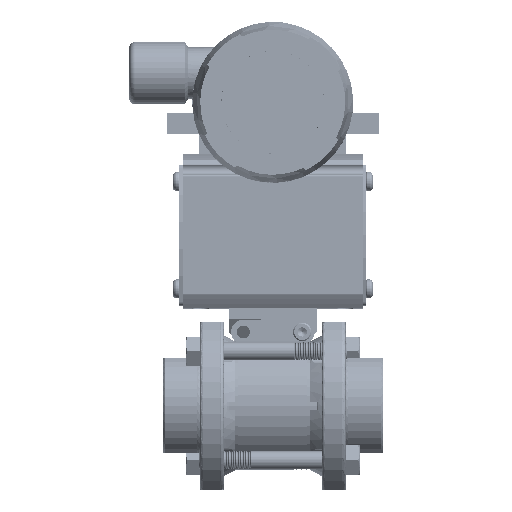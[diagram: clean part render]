
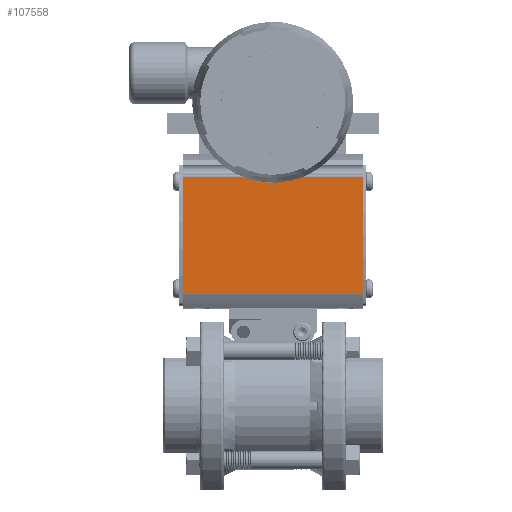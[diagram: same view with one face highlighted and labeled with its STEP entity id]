
A CAD part, top view. The second image highlights one B-rep face of the part: STEP entity #107558.
In plain terms, the highlighted planar face has unit normal (0, 0, 1).
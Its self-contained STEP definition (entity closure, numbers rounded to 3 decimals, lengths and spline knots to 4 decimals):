
#3447 = EDGE_CURVE ( 'NONE', #138726, #49929, #17468, .T. ) ;
#10649 = ORIENTED_EDGE ( 'NONE', *, *, #22650, .T. ) ;
#17468 = LINE ( 'NONE', #150523, #114316 ) ;
#22650 = EDGE_CURVE ( 'NONE', #138726, #71741, #108005, .T. ) ;
#22679 = DIRECTION ( 'NONE',  ( 0., -1., 0. ) ) ;
#26080 = AXIS2_PLACEMENT_3D ( 'NONE', #123192, #98303, #22679 ) ;
#31029 = ORIENTED_EDGE ( 'NONE', *, *, #102422, .F. ) ;
#33293 = ORIENTED_EDGE ( 'NONE', *, *, #3447, .F. ) ;
#34165 = ORIENTED_EDGE ( 'NONE', *, *, #74688, .T. ) ;
#38776 = VECTOR ( 'NONE', #80356, 39.3701 ) ;
#44717 = VECTOR ( 'NONE', #120804, 39.3701 ) ;
#49929 = VERTEX_POINT ( 'NONE', #146634 ) ;
#50476 = CARTESIAN_POINT ( 'NONE',  ( 1.5441, 3.8004, 3.281 ) ) ;
#54930 = CARTESIAN_POINT ( 'NONE',  ( -5.0238, 3.7931, 3.281 ) ) ;
#55927 = VECTOR ( 'NONE', #114020, 39.3701 ) ;
#71741 = VERTEX_POINT ( 'NONE', #108334 ) ;
#72419 = LINE ( 'NONE', #54930, #38776 ) ;
#74688 = EDGE_CURVE ( 'NONE', #161255, #49929, #72419, .T. ) ;
#74919 = DIRECTION ( 'NONE',  ( 0., 1., 0. ) ) ;
#80356 = DIRECTION ( 'NONE',  ( -1., 0., 0. ) ) ;
#83399 = EDGE_LOOP ( 'NONE', ( #31029, #34165, #33293, #10649 ) ) ;
#87244 = FACE_OUTER_BOUND ( 'NONE', #83399, .T. ) ;
#98303 = DIRECTION ( 'NONE',  ( 0., 0., -1. ) ) ;
#102422 = EDGE_CURVE ( 'NONE', #161255, #71741, #156716, .T. ) ;
#107558 = ADVANCED_FACE ( 'NONE', ( #87244 ), #148515, .F. ) ;
#108005 = LINE ( 'NONE', #133525, #44717 ) ;
#108291 = CARTESIAN_POINT ( 'NONE',  ( -1.5109, 1.7988, 3.281 ) ) ;
#108334 = CARTESIAN_POINT ( 'NONE',  ( 1.5441, 1.7988, 3.281 ) ) ;
#114020 = DIRECTION ( 'NONE',  ( 0., -1., 0. ) ) ;
#114316 = VECTOR ( 'NONE', #74919, 39.3701 ) ;
#119433 = CARTESIAN_POINT ( 'NONE',  ( 1.5441, 3.7931, 3.281 ) ) ;
#120804 = DIRECTION ( 'NONE',  ( 1., 0., 0. ) ) ;
#123192 = CARTESIAN_POINT ( 'NONE',  ( -5.0238, 3.8004, 3.281 ) ) ;
#133525 = CARTESIAN_POINT ( 'NONE',  ( -5.0238, 1.7988, 3.281 ) ) ;
#138726 = VERTEX_POINT ( 'NONE', #108291 ) ;
#146634 = CARTESIAN_POINT ( 'NONE',  ( -1.5109, 3.7931, 3.281 ) ) ;
#148515 = PLANE ( 'NONE',  #26080 ) ;
#150523 = CARTESIAN_POINT ( 'NONE',  ( -1.5109, 3.8004, 3.281 ) ) ;
#156716 = LINE ( 'NONE', #50476, #55927 ) ;
#161255 = VERTEX_POINT ( 'NONE', #119433 ) ;
